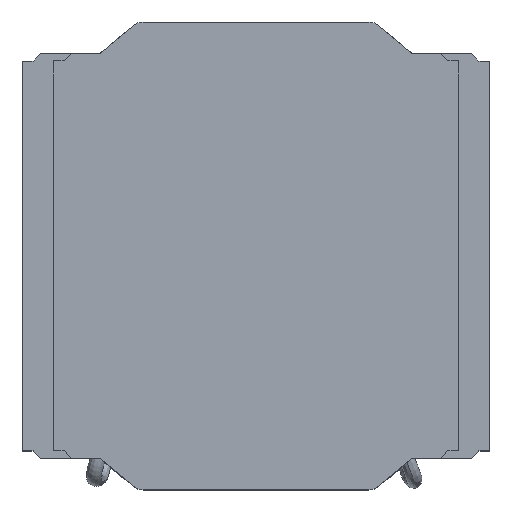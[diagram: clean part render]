
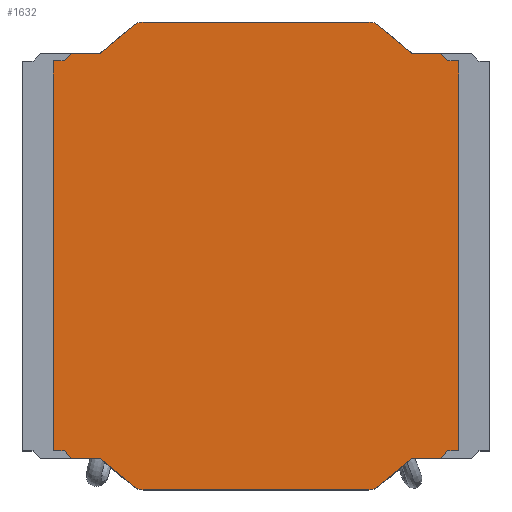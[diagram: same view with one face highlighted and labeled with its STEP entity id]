
A CAD part, top view. The second image highlights one B-rep face of the part: STEP entity #1632.
In plain terms, the highlighted planar face has unit normal (0, 0, 1).
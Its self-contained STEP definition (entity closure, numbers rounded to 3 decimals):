
#142=LINE('',#3775,#347);
#143=LINE('',#3779,#348);
#144=LINE('',#3781,#349);
#145=LINE('',#3783,#350);
#146=LINE('',#3785,#351);
#147=LINE('',#3787,#352);
#148=LINE('',#3789,#353);
#149=LINE('',#3791,#354);
#150=LINE('',#3793,#355);
#151=LINE('',#3795,#356);
#152=LINE('',#3799,#357);
#153=LINE('',#3803,#358);
#154=LINE('',#3805,#359);
#155=LINE('',#3807,#360);
#156=LINE('',#3809,#361);
#157=LINE('',#3811,#362);
#158=LINE('',#3813,#363);
#159=LINE('',#3815,#364);
#160=LINE('',#3817,#365);
#161=LINE('',#3819,#366);
#347=VECTOR('',#2005,1000.);
#348=VECTOR('',#2008,1000.);
#349=VECTOR('',#2009,1000.);
#350=VECTOR('',#2010,1000.);
#351=VECTOR('',#2011,1000.);
#352=VECTOR('',#2012,1000.);
#353=VECTOR('',#2013,1000.);
#354=VECTOR('',#2014,1000.);
#355=VECTOR('',#2015,1000.);
#356=VECTOR('',#2016,1000.);
#357=VECTOR('',#2019,1000.);
#358=VECTOR('',#2022,1000.);
#359=VECTOR('',#2023,1000.);
#360=VECTOR('',#2024,1000.);
#361=VECTOR('',#2025,1000.);
#362=VECTOR('',#2026,1000.);
#363=VECTOR('',#2027,1000.);
#364=VECTOR('',#2028,1000.);
#365=VECTOR('',#2029,1000.);
#366=VECTOR('',#2030,1000.);
#465=PLANE('',#1736);
#563=FACE_OUTER_BOUND('',#646,.T.);
#646=EDGE_LOOP('',(#1357,#1358,#1359,#1360,#1361,#1362,#1363,#1364,#1365,
#1366,#1367,#1368,#1369,#1370,#1371,#1372,#1373,#1374,#1375,#1376,#1377,
#1378,#1379,#1380));
#700=CIRCLE('',#1737,0.1);
#701=CIRCLE('',#1738,0.1);
#702=CIRCLE('',#1739,0.1);
#703=CIRCLE('',#1740,0.1);
#812=VERTEX_POINT('',#3773);
#813=VERTEX_POINT('',#3774);
#814=VERTEX_POINT('',#3776);
#815=VERTEX_POINT('',#3778);
#816=VERTEX_POINT('',#3780);
#817=VERTEX_POINT('',#3782);
#818=VERTEX_POINT('',#3784);
#819=VERTEX_POINT('',#3786);
#820=VERTEX_POINT('',#3788);
#821=VERTEX_POINT('',#3790);
#822=VERTEX_POINT('',#3792);
#823=VERTEX_POINT('',#3794);
#824=VERTEX_POINT('',#3796);
#825=VERTEX_POINT('',#3798);
#826=VERTEX_POINT('',#3800);
#827=VERTEX_POINT('',#3802);
#828=VERTEX_POINT('',#3804);
#829=VERTEX_POINT('',#3806);
#830=VERTEX_POINT('',#3808);
#831=VERTEX_POINT('',#3810);
#832=VERTEX_POINT('',#3812);
#833=VERTEX_POINT('',#3814);
#834=VERTEX_POINT('',#3816);
#835=VERTEX_POINT('',#3818);
#1016=EDGE_CURVE('',#812,#813,#142,.T.);
#1017=EDGE_CURVE('',#813,#814,#700,.T.);
#1018=EDGE_CURVE('',#815,#814,#143,.T.);
#1019=EDGE_CURVE('',#816,#815,#144,.T.);
#1020=EDGE_CURVE('',#817,#816,#145,.T.);
#1021=EDGE_CURVE('',#818,#817,#146,.T.);
#1022=EDGE_CURVE('',#819,#818,#147,.T.);
#1023=EDGE_CURVE('',#820,#819,#148,.T.);
#1024=EDGE_CURVE('',#821,#820,#149,.T.);
#1025=EDGE_CURVE('',#822,#821,#150,.T.);
#1026=EDGE_CURVE('',#823,#822,#151,.T.);
#1027=EDGE_CURVE('',#823,#824,#701,.T.);
#1028=EDGE_CURVE('',#824,#825,#152,.T.);
#1029=EDGE_CURVE('',#825,#826,#702,.T.);
#1030=EDGE_CURVE('',#827,#826,#153,.T.);
#1031=EDGE_CURVE('',#828,#827,#154,.T.);
#1032=EDGE_CURVE('',#829,#828,#155,.T.);
#1033=EDGE_CURVE('',#830,#829,#156,.T.);
#1034=EDGE_CURVE('',#831,#830,#157,.T.);
#1035=EDGE_CURVE('',#832,#831,#158,.T.);
#1036=EDGE_CURVE('',#833,#832,#159,.T.);
#1037=EDGE_CURVE('',#834,#833,#160,.T.);
#1038=EDGE_CURVE('',#835,#834,#161,.T.);
#1039=EDGE_CURVE('',#835,#812,#703,.T.);
#1357=ORIENTED_EDGE('',*,*,#1016,.T.);
#1358=ORIENTED_EDGE('',*,*,#1017,.T.);
#1359=ORIENTED_EDGE('',*,*,#1018,.F.);
#1360=ORIENTED_EDGE('',*,*,#1019,.F.);
#1361=ORIENTED_EDGE('',*,*,#1020,.F.);
#1362=ORIENTED_EDGE('',*,*,#1021,.F.);
#1363=ORIENTED_EDGE('',*,*,#1022,.F.);
#1364=ORIENTED_EDGE('',*,*,#1023,.F.);
#1365=ORIENTED_EDGE('',*,*,#1024,.F.);
#1366=ORIENTED_EDGE('',*,*,#1025,.F.);
#1367=ORIENTED_EDGE('',*,*,#1026,.F.);
#1368=ORIENTED_EDGE('',*,*,#1027,.T.);
#1369=ORIENTED_EDGE('',*,*,#1028,.T.);
#1370=ORIENTED_EDGE('',*,*,#1029,.T.);
#1371=ORIENTED_EDGE('',*,*,#1030,.F.);
#1372=ORIENTED_EDGE('',*,*,#1031,.F.);
#1373=ORIENTED_EDGE('',*,*,#1032,.F.);
#1374=ORIENTED_EDGE('',*,*,#1033,.F.);
#1375=ORIENTED_EDGE('',*,*,#1034,.F.);
#1376=ORIENTED_EDGE('',*,*,#1035,.F.);
#1377=ORIENTED_EDGE('',*,*,#1036,.F.);
#1378=ORIENTED_EDGE('',*,*,#1037,.F.);
#1379=ORIENTED_EDGE('',*,*,#1038,.F.);
#1380=ORIENTED_EDGE('',*,*,#1039,.T.);
#1632=ADVANCED_FACE('',(#563),#465,.T.);
#1736=AXIS2_PLACEMENT_3D('',#3772,#2003,#2004);
#1737=AXIS2_PLACEMENT_3D('',#3777,#2006,#2007);
#1738=AXIS2_PLACEMENT_3D('',#3797,#2017,#2018);
#1739=AXIS2_PLACEMENT_3D('',#3801,#2020,#2021);
#1740=AXIS2_PLACEMENT_3D('',#3820,#2031,#2032);
#2003=DIRECTION('center_axis',(0.,0.,1.));
#2004=DIRECTION('ref_axis',(0.,-1.,0.));
#2005=DIRECTION('',(-1.,0.,0.));
#2006=DIRECTION('center_axis',(0.,0.,1.));
#2007=DIRECTION('ref_axis',(0.,-1.,0.));
#2008=DIRECTION('',(0.768,0.64,0.));
#2009=DIRECTION('',(1.,0.,0.));
#2010=DIRECTION('',(0.707,0.707,0.));
#2011=DIRECTION('',(1.,0.,0.));
#2012=DIRECTION('',(0.,1.,0.));
#2013=DIRECTION('',(-1.,0.,0.));
#2014=DIRECTION('',(-0.707,0.707,0.));
#2015=DIRECTION('',(-1.,0.,0.));
#2016=DIRECTION('',(-0.768,0.64,0.));
#2017=DIRECTION('center_axis',(0.,0.,1.));
#2018=DIRECTION('ref_axis',(0.,-1.,0.));
#2019=DIRECTION('',(1.,0.,0.));
#2020=DIRECTION('center_axis',(0.,0.,1.));
#2021=DIRECTION('ref_axis',(0.,-1.,0.));
#2022=DIRECTION('',(-0.768,-0.64,0.));
#2023=DIRECTION('',(-1.,0.,0.));
#2024=DIRECTION('',(-0.707,-0.707,0.));
#2025=DIRECTION('',(-1.,0.,0.));
#2026=DIRECTION('',(0.,-1.,0.));
#2027=DIRECTION('',(1.,0.,0.));
#2028=DIRECTION('',(0.707,-0.707,0.));
#2029=DIRECTION('',(1.,0.,0.));
#2030=DIRECTION('',(0.768,-0.64,0.));
#2031=DIRECTION('center_axis',(0.,0.,1.));
#2032=DIRECTION('ref_axis',(0.,-1.,0.));
#3772=CARTESIAN_POINT('Origin',(-1.5,-1.5,1.1));
#3773=CARTESIAN_POINT('',(0.724,1.5,1.1));
#3774=CARTESIAN_POINT('',(-0.724,1.5,1.1));
#3775=CARTESIAN_POINT('',(-1.5,1.5,1.1));
#3776=CARTESIAN_POINT('',(-0.788,1.477,1.1));
#3777=CARTESIAN_POINT('Origin',(-0.724,1.4,1.1));
#3778=CARTESIAN_POINT('',(-1.,1.3,1.1));
#3779=CARTESIAN_POINT('',(-1.,1.3,1.1));
#3780=CARTESIAN_POINT('',(-1.18,1.3,1.1));
#3781=CARTESIAN_POINT('',(-1.5,1.3,1.1));
#3782=CARTESIAN_POINT('',(-1.23,1.25,1.1));
#3783=CARTESIAN_POINT('',(-1.18,1.3,1.1));
#3784=CARTESIAN_POINT('',(-1.3,1.25,1.1));
#3785=CARTESIAN_POINT('',(-1.3,1.25,1.1));
#3786=CARTESIAN_POINT('',(-1.3,-1.25,1.1));
#3787=CARTESIAN_POINT('',(-1.3,1.3,1.1));
#3788=CARTESIAN_POINT('',(-1.23,-1.25,1.1));
#3789=CARTESIAN_POINT('',(-1.3,-1.25,1.1));
#3790=CARTESIAN_POINT('',(-1.18,-1.3,1.1));
#3791=CARTESIAN_POINT('',(-1.18,-1.3,1.1));
#3792=CARTESIAN_POINT('',(-1.,-1.3,1.1));
#3793=CARTESIAN_POINT('',(-1.5,-1.3,1.1));
#3794=CARTESIAN_POINT('',(-0.788,-1.477,1.1));
#3795=CARTESIAN_POINT('',(-1.,-1.3,1.1));
#3796=CARTESIAN_POINT('',(-0.724,-1.5,1.1));
#3797=CARTESIAN_POINT('Origin',(-0.724,-1.4,1.1));
#3798=CARTESIAN_POINT('',(0.724,-1.5,1.1));
#3799=CARTESIAN_POINT('',(-1.5,-1.5,1.1));
#3800=CARTESIAN_POINT('',(0.788,-1.477,1.1));
#3801=CARTESIAN_POINT('Origin',(0.724,-1.4,1.1));
#3802=CARTESIAN_POINT('',(1.,-1.3,1.1));
#3803=CARTESIAN_POINT('',(1.,-1.3,1.1));
#3804=CARTESIAN_POINT('',(1.18,-1.3,1.1));
#3805=CARTESIAN_POINT('',(1.5,-1.3,1.1));
#3806=CARTESIAN_POINT('',(1.23,-1.25,1.1));
#3807=CARTESIAN_POINT('',(1.18,-1.3,1.1));
#3808=CARTESIAN_POINT('',(1.3,-1.25,1.1));
#3809=CARTESIAN_POINT('',(1.3,-1.25,1.1));
#3810=CARTESIAN_POINT('',(1.3,1.25,1.1));
#3811=CARTESIAN_POINT('',(1.3,1.3,1.1));
#3812=CARTESIAN_POINT('',(1.23,1.25,1.1));
#3813=CARTESIAN_POINT('',(1.3,1.25,1.1));
#3814=CARTESIAN_POINT('',(1.18,1.3,1.1));
#3815=CARTESIAN_POINT('',(1.18,1.3,1.1));
#3816=CARTESIAN_POINT('',(1.,1.3,1.1));
#3817=CARTESIAN_POINT('',(1.5,1.3,1.1));
#3818=CARTESIAN_POINT('',(0.788,1.477,1.1));
#3819=CARTESIAN_POINT('',(1.,1.3,1.1));
#3820=CARTESIAN_POINT('Origin',(0.724,1.4,1.1));
